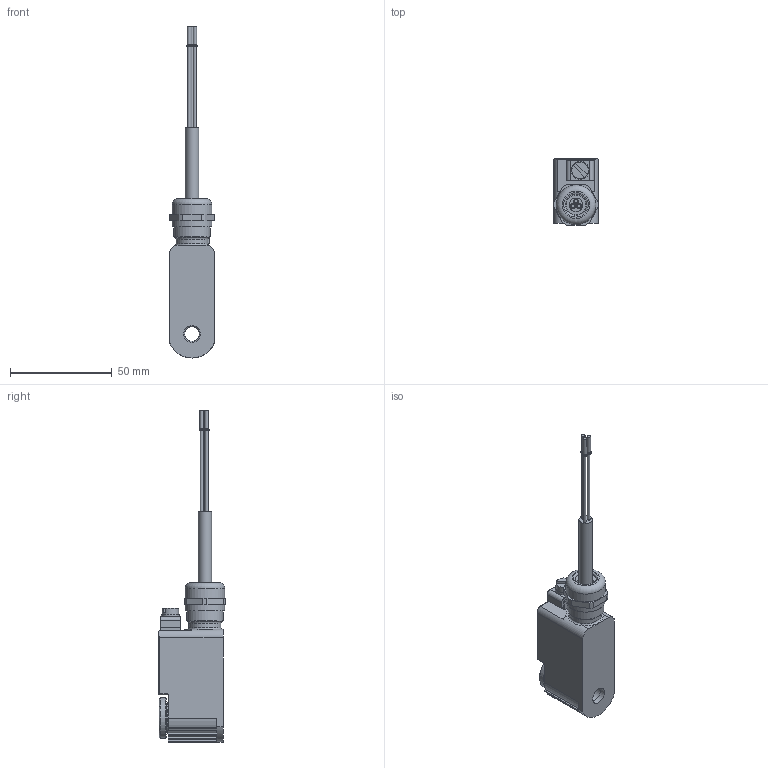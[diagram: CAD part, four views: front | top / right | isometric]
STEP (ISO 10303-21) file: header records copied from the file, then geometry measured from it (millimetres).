
FILE_DESCRIPTION(/* description */ ('STEP AP214'),/* implementation_level */ '2;1');
FILE_NAME(/* name */ '8059811_VACF-B-K1-16B-1-EX4-M',/* time_stamp */ '2024-09-16T05:35:23+02:00',/* author */ ('License CC BY-ND 4.0'),/* organization */ ('CADENAS'),/* preprocessor_version */ 'ST-DEVELOPER v19.3',/* originating_system */ 'PARTsolutions',/* authorisation */ ' ');
FILE_SCHEMA (('AUTOMOTIVE_DESIGN {1 0 10303 214 3 1 1}'));
Length unit declared in the file: millimetre
Products named in the file (4): 8059811 VACF-B-K1-16B-1-EX4-M; 8059804 VACF-B-K1-1-1-EX4-M---(P); DIN-137 A 8; 209407 M8X0,75
Assembly tree (3 placements, depth 2):
  8059811 VACF-B-K1-16B-1-EX4-M
    8059804 VACF-B-K1-1-1-EX4-M---(P)
    DIN-137 A 8
    209407 M8X0,75
Bounding box: 22 x 32.7 x 163.45 mm (x, y, z)
Volume: 42006.2 mm3; surface area: 13084.8 mm2
Topology: 3 solids, 3 shells, 163 faces, 389 edges, 248 vertices
Faces by surface type: plane 84, cylinder 59, cone 15, torus 5
Full cylindrical faces by diameter (mm): 1.5 x3, 1.7 x3, 2.2 x3, 2.5 x3, 6.6 x1, 7.188 x1, 8.12 x1, 8.2 x1, 8.26 x1, 8.3 x1, 8.4 x1, 8.8 x1, 9.676 x1, 10.4 x1, 15 x1, 15.7 x1, 18 x1, 19.5 x2, 20 x1
Entity records: 5623 total; most frequent: DIRECTION 818, CARTESIAN_POINT 772, ORIENTED_EDGE 678, EDGE_CURVE 339, AXIS2_PLACEMENT_3D 318, VERTEX_POINT 246, EDGE_LOOP 233, FACE_BOUND 233
